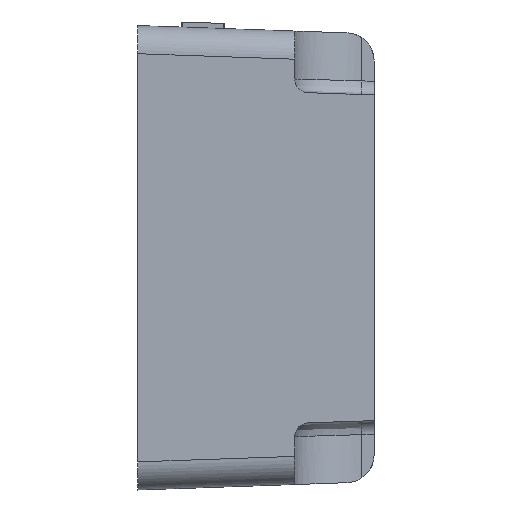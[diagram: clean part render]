
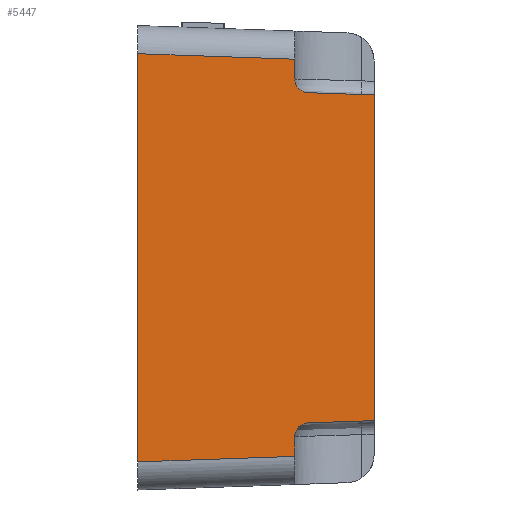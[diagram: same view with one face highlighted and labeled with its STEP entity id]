
A CAD part, left-side view. The second image highlights one B-rep face of the part: STEP entity #5447.
In plain terms, the highlighted planar face has unit normal (-0.999, -0.035, 0).
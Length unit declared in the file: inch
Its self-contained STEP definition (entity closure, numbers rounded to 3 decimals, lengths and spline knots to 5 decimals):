
#1912 = DIRECTION ( 'NONE',  ( 0.035, -0.999, 0. ) ) ;
#1913 = DIRECTION ( 'NONE',  ( -0.999, -0.035, 0. ) ) ;
#1927 = CARTESIAN_POINT ( 'NONE',  ( -9.91768, -5.79, 3.98911 ) ) ;
#1928 = DIRECTION ( 'NONE',  ( 0.035, -0.999, -0.035 ) ) ;
#1930 = VECTOR ( 'NONE', #1928, 39.37008 ) ;
#1931 = CARTESIAN_POINT ( 'NONE',  ( -9.97449, -4.16331, 4.04592 ) ) ;
#1932 = LINE ( 'NONE', #1931, #1930 ) ;
#1971 = CARTESIAN_POINT ( 'NONE',  ( -9.97449, -4.16331, 4.04592 ) ) ;
#2013 = LINE ( 'NONE', #2030, #2028 ) ;
#2014 = CARTESIAN_POINT ( 'NONE',  ( -10.11987, 0., -5.00029 ) ) ;
#2015 = CARTESIAN_POINT ( 'NONE',  ( -9.98578, -3.84, -4.8662 ) ) ;
#2016 = VECTOR ( 'NONE', #2051, 39.37008 ) ;
#2018 =( BOUNDED_CURVE ( )  B_SPLINE_CURVE ( 3, ( #2633, #2584, #2694, #2692 ),
 .UNSPECIFIED., .F., .T. ) 
 B_SPLINE_CURVE_WITH_KNOTS ( ( 4, 4 ),
 ( 0., 1.53589 ),
 .UNSPECIFIED. ) 
 CURVE ( )  GEOMETRIC_REPRESENTATION_ITEM ( )  RATIONAL_B_SPLINE_CURVE ( ( 1., 0.813, 0.813, 1. ) ) 
 REPRESENTATION_ITEM ( '' )  );
#2025 = CARTESIAN_POINT ( 'NONE',  ( -9.98578, -3.84, -4.38071 ) ) ;
#2026 = DIRECTION ( 'NONE',  ( 0., 0., 1. ) ) ;
#2028 = VECTOR ( 'NONE', #2026, 39.37008 ) ;
#2030 = CARTESIAN_POINT ( 'NONE',  ( -9.98578, -3.84, 0. ) ) ;
#2031 = FACE_OUTER_BOUND ( 'NONE', #5463, .T. ) ;
#2050 = AXIS2_PLACEMENT_3D ( 'NONE', #2074, #1913, #1912 ) ;
#2051 = DIRECTION ( 'NONE',  ( 0.035, -0.999, 0.035 ) ) ;
#2052 = CARTESIAN_POINT ( 'NONE',  ( -10.11987, 0., -5.00029 ) ) ;
#2053 = LINE ( 'NONE', #2052, #2016 ) ;
#2055 = PLANE ( 'NONE',  #2050 ) ;
#2074 = CARTESIAN_POINT ( 'NONE',  ( -10.11987, 0., -5.0603 ) ) ;
#2361 = DIRECTION ( 'NONE',  ( 0., 0., -1. ) ) ;
#2362 = VECTOR ( 'NONE', #2361, 39.37008 ) ;
#2462 = CARTESIAN_POINT ( 'NONE',  ( -10.11987, 0., 0. ) ) ;
#2463 = LINE ( 'NONE', #2462, #2362 ) ;
#2466 = CARTESIAN_POINT ( 'NONE',  ( -10.11987, 0., 5.00029 ) ) ;
#2467 = DIRECTION ( 'NONE',  ( -0.035, 0.999, 0.035 ) ) ;
#2469 = VECTOR ( 'NONE', #2467, 39.37008 ) ;
#2471 = CARTESIAN_POINT ( 'NONE',  ( -9.98578, -3.84, 4.8662 ) ) ;
#2474 = CARTESIAN_POINT ( 'NONE',  ( -9.98578, -3.84, 4.8662 ) ) ;
#2475 = DIRECTION ( 'NONE',  ( 0., 0., 1. ) ) ;
#2476 = VECTOR ( 'NONE', #2475, 39.37008 ) ;
#2477 = CARTESIAN_POINT ( 'NONE',  ( -9.98578, -3.84, 0. ) ) ;
#2478 = LINE ( 'NONE', #2477, #2476 ) ;
#2479 = LINE ( 'NONE', #2471, #2469 ) ;
#2584 = CARTESIAN_POINT ( 'NONE',  ( -9.98578, -3.84, -4.18986 ) ) ;
#2618 = CARTESIAN_POINT ( 'NONE',  ( -9.91768, -5.79, -3.98911 ) ) ;
#2619 = DIRECTION ( 'NONE',  ( 0., 0., 1. ) ) ;
#2620 = VECTOR ( 'NONE', #2619, 39.37008 ) ;
#2621 = CARTESIAN_POINT ( 'NONE',  ( -9.91768, -5.79, 0. ) ) ;
#2622 = LINE ( 'NONE', #2621, #2620 ) ;
#2633 = CARTESIAN_POINT ( 'NONE',  ( -9.98578, -3.84, -4.38071 ) ) ;
#2636 = CARTESIAN_POINT ( 'NONE',  ( -9.98578, -3.84, 4.38071 ) ) ;
#2638 = CARTESIAN_POINT ( 'NONE',  ( -9.98578, -3.84, 4.18986 ) ) ;
#2640 = CARTESIAN_POINT ( 'NONE',  ( -9.98115, -3.97258, 4.05258 ) ) ;
#2642 = CARTESIAN_POINT ( 'NONE',  ( -9.97449, -4.16331, 4.04592 ) ) ;
#2652 =( BOUNDED_CURVE ( )  B_SPLINE_CURVE ( 3, ( #2642, #2640, #2638, #2636 ),
 .UNSPECIFIED., .F., .T. ) 
 B_SPLINE_CURVE_WITH_KNOTS ( ( 4, 4 ),
 ( 1.6057, 3.14159 ),
 .UNSPECIFIED. ) 
 CURVE ( )  GEOMETRIC_REPRESENTATION_ITEM ( )  RATIONAL_B_SPLINE_CURVE ( ( 1., 0.813, 0.813, 1. ) ) 
 REPRESENTATION_ITEM ( '' )  );
#2658 = CARTESIAN_POINT ( 'NONE',  ( -9.98578, -3.84, 4.38071 ) ) ;
#2673 = DIRECTION ( 'NONE',  ( 0.035, -0.999, 0.035 ) ) ;
#2674 = VECTOR ( 'NONE', #2673, 39.37008 ) ;
#2675 = CARTESIAN_POINT ( 'NONE',  ( -9.97449, -4.16331, -4.04592 ) ) ;
#2676 = LINE ( 'NONE', #2675, #2674 ) ;
#2692 = CARTESIAN_POINT ( 'NONE',  ( -9.97449, -4.16331, -4.04592 ) ) ;
#2694 = CARTESIAN_POINT ( 'NONE',  ( -9.98115, -3.97258, -4.05258 ) ) ;
#2874 = CARTESIAN_POINT ( 'NONE',  ( -9.97449, -4.16331, -4.04592 ) ) ;
#5395 = VERTEX_POINT ( 'NONE', #1971 ) ;
#5405 = EDGE_CURVE ( 'NONE', #5395, #5406, #1932, .T. ) ;
#5406 = VERTEX_POINT ( 'NONE', #1927 ) ;
#5433 = ORIENTED_EDGE ( 'NONE', *, *, #5434, .T. ) ;
#5434 = EDGE_CURVE ( 'NONE', #5511, #5435, #2478, .T. ) ;
#5435 = VERTEX_POINT ( 'NONE', #2474 ) ;
#5436 = ORIENTED_EDGE ( 'NONE', *, *, #5437, .T. ) ;
#5437 = EDGE_CURVE ( 'NONE', #5435, #5438, #2479, .T. ) ;
#5438 = VERTEX_POINT ( 'NONE', #2466 ) ;
#5439 = ORIENTED_EDGE ( 'NONE', *, *, #5440, .T. ) ;
#5440 = EDGE_CURVE ( 'NONE', #5438, #5450, #2463, .T. ) ;
#5447 = ADVANCED_FACE ( 'NONE', ( #2031 ), #2055, .T. ) ;
#5448 = ORIENTED_EDGE ( 'NONE', *, *, #5449, .T. ) ;
#5449 = EDGE_CURVE ( 'NONE', #5450, #5451, #2053, .T. ) ;
#5450 = VERTEX_POINT ( 'NONE', #2014 ) ;
#5451 = VERTEX_POINT ( 'NONE', #2015 ) ;
#5452 = ORIENTED_EDGE ( 'NONE', *, *, #5453, .T. ) ;
#5453 = EDGE_CURVE ( 'NONE', #5451, #5454, #2013, .T. ) ;
#5454 = VERTEX_POINT ( 'NONE', #2025 ) ;
#5455 = ORIENTED_EDGE ( 'NONE', *, *, #5456, .T. ) ;
#5456 = EDGE_CURVE ( 'NONE', #5454, #5457, #2018, .T. ) ;
#5457 = VERTEX_POINT ( 'NONE', #2874 ) ;
#5460 = EDGE_CURVE ( 'NONE', #5461, #5406, #2622, .T. ) ;
#5461 = VERTEX_POINT ( 'NONE', #2618 ) ;
#5463 = EDGE_LOOP ( 'NONE', ( #5448, #5452, #5455, #5499, #5507, #5508, #5509, #5433, #5436, #5439 ) ) ;
#5499 = ORIENTED_EDGE ( 'NONE', *, *, #5500, .T. ) ;
#5500 = EDGE_CURVE ( 'NONE', #5457, #5461, #2676, .T. ) ;
#5507 = ORIENTED_EDGE ( 'NONE', *, *, #5460, .T. ) ;
#5508 = ORIENTED_EDGE ( 'NONE', *, *, #5405, .F. ) ;
#5509 = ORIENTED_EDGE ( 'NONE', *, *, #5510, .T. ) ;
#5510 = EDGE_CURVE ( 'NONE', #5395, #5511, #2652, .T. ) ;
#5511 = VERTEX_POINT ( 'NONE', #2658 ) ;
